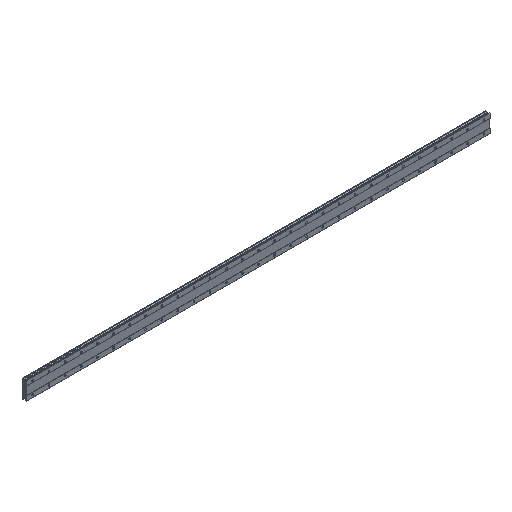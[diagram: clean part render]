
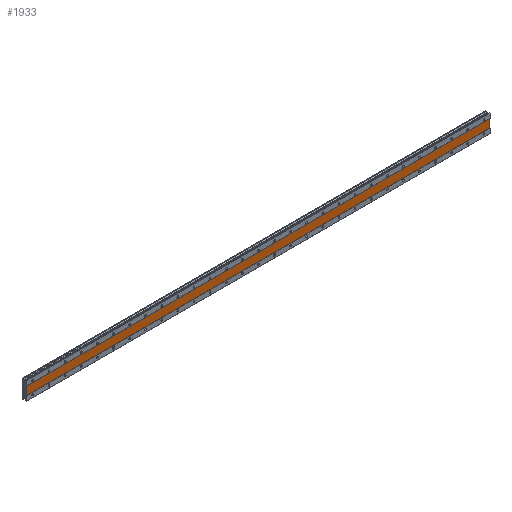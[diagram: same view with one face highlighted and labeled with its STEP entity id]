
A CAD part, isometric view. The second image highlights one B-rep face of the part: STEP entity #1933.
In plain terms, the highlighted planar face has unit normal (0, -1, 0).
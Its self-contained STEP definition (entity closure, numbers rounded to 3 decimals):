
#244 = DIRECTION ( 'NONE',  ( 0., 0., -1. ) ) ;
#248 = EDGE_CURVE ( 'NONE', #4720, #8375, #9973, .T. ) ;
#565 = VECTOR ( 'NONE', #3300, 1000. ) ;
#1007 = CARTESIAN_POINT ( 'NONE',  ( 2270., 1., 20. ) ) ;
#1249 = DIRECTION ( 'NONE',  ( 0., 0., 1. ) ) ;
#1493 = ORIENTED_EDGE ( 'NONE', *, *, #4654, .F. ) ;
#1601 = ORIENTED_EDGE ( 'NONE', *, *, #10010, .F. ) ;
#1933 = ADVANCED_FACE ( 'NONE', ( #7139 ), #3252, .F. ) ;
#2237 = CARTESIAN_POINT ( 'NONE',  ( -30., 1., -20. ) ) ;
#2356 = DIRECTION ( 'NONE',  ( 0., 1., 0. ) ) ;
#2891 = CARTESIAN_POINT ( 'NONE',  ( 2270., 1., 20. ) ) ;
#2926 = VERTEX_POINT ( 'NONE', #5389 ) ;
#3160 = CARTESIAN_POINT ( 'NONE',  ( 2270., 1., 20. ) ) ;
#3252 = PLANE ( 'NONE',  #5133 ) ;
#3288 = VERTEX_POINT ( 'NONE', #9833 ) ;
#3300 = DIRECTION ( 'NONE',  ( -1., 0., 0. ) ) ;
#4006 = CARTESIAN_POINT ( 'NONE',  ( 2270., 1., -20. ) ) ;
#4136 = VECTOR ( 'NONE', #1249, 1000. ) ;
#4654 = EDGE_CURVE ( 'NONE', #8375, #3288, #9088, .T. ) ;
#4720 = VERTEX_POINT ( 'NONE', #2237 ) ;
#4791 = ORIENTED_EDGE ( 'NONE', *, *, #248, .F. ) ;
#4867 = CARTESIAN_POINT ( 'NONE',  ( -30., 1., 20. ) ) ;
#5133 = AXIS2_PLACEMENT_3D ( 'NONE', #3160, #2356, #5475 ) ;
#5389 = CARTESIAN_POINT ( 'NONE',  ( 2270., 1., -20. ) ) ;
#5475 = DIRECTION ( 'NONE',  ( 0., 0., 1. ) ) ;
#6428 = LINE ( 'NONE', #4006, #565 ) ;
#7139 = FACE_OUTER_BOUND ( 'NONE', #7704, .T. ) ;
#7416 = CARTESIAN_POINT ( 'NONE',  ( -30., 1., 20. ) ) ;
#7597 = DIRECTION ( 'NONE',  ( 1., 0., 0. ) ) ;
#7704 = EDGE_LOOP ( 'NONE', ( #1601, #7787, #1493, #4791 ) ) ;
#7787 = ORIENTED_EDGE ( 'NONE', *, *, #9274, .F. ) ;
#7989 = LINE ( 'NONE', #1007, #9226 ) ;
#8375 = VERTEX_POINT ( 'NONE', #4867 ) ;
#9088 = LINE ( 'NONE', #2891, #9169 ) ;
#9169 = VECTOR ( 'NONE', #7597, 1000. ) ;
#9226 = VECTOR ( 'NONE', #244, 1000. ) ;
#9274 = EDGE_CURVE ( 'NONE', #3288, #2926, #7989, .T. ) ;
#9833 = CARTESIAN_POINT ( 'NONE',  ( 2270., 1., 20. ) ) ;
#9973 = LINE ( 'NONE', #7416, #4136 ) ;
#10010 = EDGE_CURVE ( 'NONE', #2926, #4720, #6428, .T. ) ;
